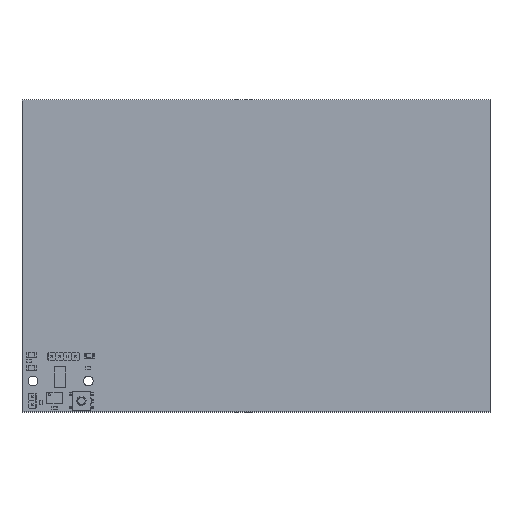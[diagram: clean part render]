
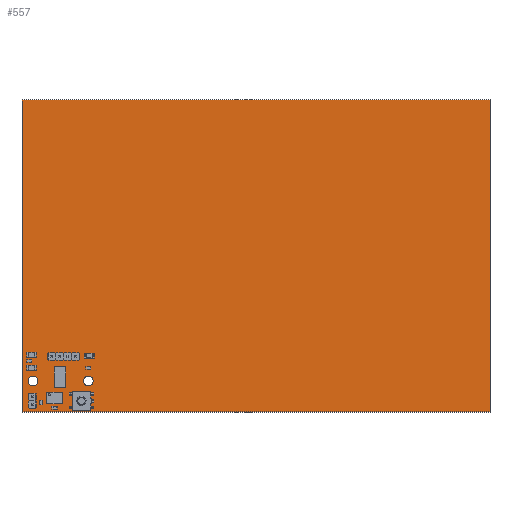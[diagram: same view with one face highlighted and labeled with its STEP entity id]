
A CAD part, top view. The second image highlights one B-rep face of the part: STEP entity #557.
In plain terms, the highlighted planar face has unit normal (0, 0, 1).
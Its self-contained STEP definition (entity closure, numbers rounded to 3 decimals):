
#140 = VERTEX_POINT('',#141);
#141 = CARTESIAN_POINT('',(25.4,25.4,0.411));
#147 = EDGE_CURVE('',#140,#148,#150,.T.);
#148 = VERTEX_POINT('',#149);
#149 = CARTESIAN_POINT('',(177.8,25.4,0.411));
#150 = LINE('',#151,#152);
#151 = CARTESIAN_POINT('',(25.4,25.4,0.411));
#152 = VECTOR('',#153,1.);
#153 = DIRECTION('',(1.,0.,0.));
#178 = EDGE_CURVE('',#148,#179,#181,.T.);
#179 = VERTEX_POINT('',#180);
#180 = CARTESIAN_POINT('',(177.8,127.,0.411));
#181 = LINE('',#182,#183);
#182 = CARTESIAN_POINT('',(177.8,25.4,0.411));
#183 = VECTOR('',#184,1.);
#184 = DIRECTION('',(0.,1.,0.));
#209 = EDGE_CURVE('',#179,#210,#212,.T.);
#210 = VERTEX_POINT('',#211);
#211 = CARTESIAN_POINT('',(25.4,127.,0.411));
#212 = LINE('',#213,#214);
#213 = CARTESIAN_POINT('',(177.8,127.,0.411));
#214 = VECTOR('',#215,1.);
#215 = DIRECTION('',(-1.,0.,0.));
#240 = EDGE_CURVE('',#210,#140,#241,.T.);
#241 = LINE('',#242,#243);
#242 = CARTESIAN_POINT('',(25.4,127.,0.411));
#243 = VECTOR('',#244,1.);
#244 = DIRECTION('',(0.,-1.,0.));
#264 = VERTEX_POINT('',#265);
#265 = CARTESIAN_POINT('',(29.3,30.27,0.411));
#271 = EDGE_CURVE('',#264,#264,#272,.T.);
#272 = CIRCLE('',#273,0.55);
#273 = AXIS2_PLACEMENT_3D('',#274,#275,#276);
#274 = CARTESIAN_POINT('',(28.75,30.27,0.411));
#275 = DIRECTION('',(0.,0.,1.));
#276 = DIRECTION('',(1.,0.,-0.));
#297 = VERTEX_POINT('',#298);
#298 = CARTESIAN_POINT('',(29.3,27.73,0.411));
#304 = EDGE_CURVE('',#297,#297,#305,.T.);
#305 = CIRCLE('',#306,0.55);
#306 = AXIS2_PLACEMENT_3D('',#307,#308,#309);
#307 = CARTESIAN_POINT('',(28.75,27.73,0.411));
#308 = DIRECTION('',(0.,0.,1.));
#309 = DIRECTION('',(1.,0.,-0.));
#330 = VERTEX_POINT('',#331);
#331 = CARTESIAN_POINT('',(30.6,35.5,0.411));
#337 = EDGE_CURVE('',#330,#330,#338,.T.);
#338 = CIRCLE('',#339,1.6);
#339 = AXIS2_PLACEMENT_3D('',#340,#341,#342);
#340 = CARTESIAN_POINT('',(29.,35.5,0.411));
#341 = DIRECTION('',(0.,0.,1.));
#342 = DIRECTION('',(1.,0.,-0.));
#363 = VERTEX_POINT('',#364);
#364 = CARTESIAN_POINT('',(35.68,43.5,0.411));
#370 = EDGE_CURVE('',#363,#363,#371,.T.);
#371 = CIRCLE('',#372,0.55);
#372 = AXIS2_PLACEMENT_3D('',#373,#374,#375);
#373 = CARTESIAN_POINT('',(35.13,43.5,0.411));
#374 = DIRECTION('',(0.,0.,1.));
#375 = DIRECTION('',(1.,0.,-0.));
#396 = VERTEX_POINT('',#397);
#397 = CARTESIAN_POINT('',(43.3,43.5,0.411));
#403 = EDGE_CURVE('',#396,#396,#404,.T.);
#404 = CIRCLE('',#405,0.55);
#405 = AXIS2_PLACEMENT_3D('',#406,#407,#408);
#406 = CARTESIAN_POINT('',(42.75,43.5,0.411));
#407 = DIRECTION('',(0.,0.,1.));
#408 = DIRECTION('',(1.,0.,-0.));
#429 = VERTEX_POINT('',#430);
#430 = CARTESIAN_POINT('',(48.6,35.5,0.411));
#436 = EDGE_CURVE('',#429,#429,#437,.T.);
#437 = CIRCLE('',#438,1.6);
#438 = AXIS2_PLACEMENT_3D('',#439,#440,#441);
#439 = CARTESIAN_POINT('',(47.,35.5,0.411));
#440 = DIRECTION('',(0.,0.,1.));
#441 = DIRECTION('',(1.,0.,-0.));
#462 = VERTEX_POINT('',#463);
#463 = CARTESIAN_POINT('',(38.22,43.5,0.411));
#469 = EDGE_CURVE('',#462,#462,#470,.T.);
#470 = CIRCLE('',#471,0.55);
#471 = AXIS2_PLACEMENT_3D('',#472,#473,#474);
#472 = CARTESIAN_POINT('',(37.67,43.5,0.411));
#473 = DIRECTION('',(0.,0.,1.));
#474 = DIRECTION('',(1.,0.,-0.));
#495 = VERTEX_POINT('',#496);
#496 = CARTESIAN_POINT('',(40.76,43.5,0.411));
#502 = EDGE_CURVE('',#495,#495,#503,.T.);
#503 = CIRCLE('',#504,0.55);
#504 = AXIS2_PLACEMENT_3D('',#505,#506,#507);
#505 = CARTESIAN_POINT('',(40.21,43.5,0.411));
#506 = DIRECTION('',(0.,0.,1.));
#507 = DIRECTION('',(1.,0.,-0.));
#557 = ADVANCED_FACE('',(#558,#564,#567,#570,#573,#576,#579,#582,#585),
  #588,.T.);
#558 = FACE_BOUND('',#559,.T.);
#559 = EDGE_LOOP('',(#560,#561,#562,#563));
#560 = ORIENTED_EDGE('',*,*,#147,.T.);
#561 = ORIENTED_EDGE('',*,*,#178,.T.);
#562 = ORIENTED_EDGE('',*,*,#209,.T.);
#563 = ORIENTED_EDGE('',*,*,#240,.T.);
#564 = FACE_BOUND('',#565,.T.);
#565 = EDGE_LOOP('',(#566));
#566 = ORIENTED_EDGE('',*,*,#271,.F.);
#567 = FACE_BOUND('',#568,.T.);
#568 = EDGE_LOOP('',(#569));
#569 = ORIENTED_EDGE('',*,*,#304,.F.);
#570 = FACE_BOUND('',#571,.T.);
#571 = EDGE_LOOP('',(#572));
#572 = ORIENTED_EDGE('',*,*,#337,.F.);
#573 = FACE_BOUND('',#574,.T.);
#574 = EDGE_LOOP('',(#575));
#575 = ORIENTED_EDGE('',*,*,#370,.F.);
#576 = FACE_BOUND('',#577,.T.);
#577 = EDGE_LOOP('',(#578));
#578 = ORIENTED_EDGE('',*,*,#403,.F.);
#579 = FACE_BOUND('',#580,.T.);
#580 = EDGE_LOOP('',(#581));
#581 = ORIENTED_EDGE('',*,*,#436,.F.);
#582 = FACE_BOUND('',#583,.T.);
#583 = EDGE_LOOP('',(#584));
#584 = ORIENTED_EDGE('',*,*,#469,.F.);
#585 = FACE_BOUND('',#586,.T.);
#586 = EDGE_LOOP('',(#587));
#587 = ORIENTED_EDGE('',*,*,#502,.F.);
#588 = PLANE('',#589);
#589 = AXIS2_PLACEMENT_3D('',#590,#591,#592);
#590 = CARTESIAN_POINT('',(101.6,76.2,0.411));
#591 = DIRECTION('',(0.,0.,1.));
#592 = DIRECTION('',(1.,0.,-0.));
